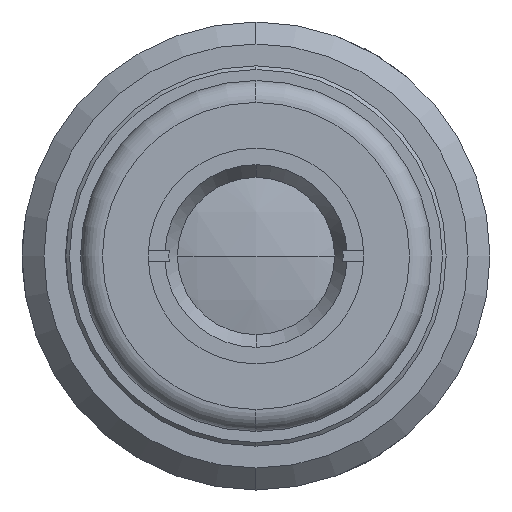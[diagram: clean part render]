
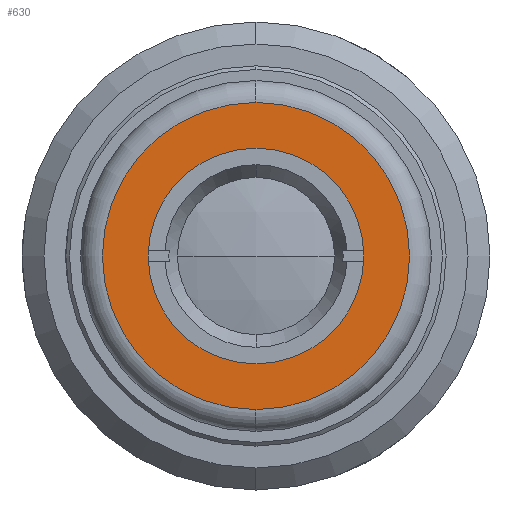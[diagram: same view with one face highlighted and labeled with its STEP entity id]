
A CAD part, left-side view. The second image highlights one B-rep face of the part: STEP entity #630.
In plain terms, the highlighted planar face has unit normal (-1, 0, 0).
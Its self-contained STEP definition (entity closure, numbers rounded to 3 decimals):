
#146 = ORIENTED_EDGE ( 'NONE', *, *, #1792, .T. ) ;
#243 = DIRECTION ( 'NONE',  ( -1., 0., 0. ) ) ;
#317 = DIRECTION ( 'NONE',  ( 0., 0., -1. ) ) ;
#340 = DIRECTION ( 'NONE',  ( -1., 0., 0. ) ) ;
#424 = EDGE_CURVE ( 'NONE', #3787, #2277, #532, .T. ) ;
#532 = CIRCLE ( 'NONE', #3414, 21. ) ;
#630 = ADVANCED_FACE ( 'NONE', ( #888, #1878 ), #632, .F. ) ;
#632 = PLANE ( 'NONE',  #2003 ) ;
#772 = ORIENTED_EDGE ( 'NONE', *, *, #424, .T. ) ;
#888 = FACE_OUTER_BOUND ( 'NONE', #2626, .T. ) ;
#959 = CARTESIAN_POINT ( 'NONE',  ( -33.9, 0., -14.75 ) ) ;
#971 = DIRECTION ( 'NONE',  ( 1., 0., 0. ) ) ;
#1041 = ORIENTED_EDGE ( 'NONE', *, *, #1655, .F. ) ;
#1052 = AXIS2_PLACEMENT_3D ( 'NONE', #2100, #243, #1208 ) ;
#1178 = CIRCLE ( 'NONE', #1753, 21. ) ;
#1208 = DIRECTION ( 'NONE',  ( 0., 0., 1. ) ) ;
#1319 = DIRECTION ( 'NONE',  ( -1., 0., 0. ) ) ;
#1338 = CARTESIAN_POINT ( 'NONE',  ( -33.9, 0., 0. ) ) ;
#1499 = DIRECTION ( 'NONE',  ( 0., 0., -1. ) ) ;
#1532 = VERTEX_POINT ( 'NONE', #2610 ) ;
#1655 = EDGE_CURVE ( 'NONE', #2407, #1532, #3158, .T. ) ;
#1753 = AXIS2_PLACEMENT_3D ( 'NONE', #1864, #340, #317 ) ;
#1792 = EDGE_CURVE ( 'NONE', #2277, #3787, #1178, .T. ) ;
#1825 = DIRECTION ( 'NONE',  ( -1., 0., 0. ) ) ;
#1864 = CARTESIAN_POINT ( 'NONE',  ( -33.9, 0., 0. ) ) ;
#1878 = FACE_BOUND ( 'NONE', #2615, .T. ) ;
#1898 = CARTESIAN_POINT ( 'NONE',  ( -33.9, 24., 0. ) ) ;
#2003 = AXIS2_PLACEMENT_3D ( 'NONE', #1898, #971, #1499 ) ;
#2100 = CARTESIAN_POINT ( 'NONE',  ( -33.9, 0., 0. ) ) ;
#2277 = VERTEX_POINT ( 'NONE', #3718 ) ;
#2301 = CARTESIAN_POINT ( 'NONE',  ( -33.9, 0., 21. ) ) ;
#2407 = VERTEX_POINT ( 'NONE', #959 ) ;
#2548 = DIRECTION ( 'NONE',  ( 0., 0., 1. ) ) ;
#2610 = CARTESIAN_POINT ( 'NONE',  ( -33.9, 0., 14.75 ) ) ;
#2615 = EDGE_LOOP ( 'NONE', ( #3083, #1041 ) ) ;
#2626 = EDGE_LOOP ( 'NONE', ( #146, #772 ) ) ;
#2654 = CIRCLE ( 'NONE', #2961, 14.75 ) ;
#2752 = DIRECTION ( 'NONE',  ( 0., 0., -1. ) ) ;
#2961 = AXIS2_PLACEMENT_3D ( 'NONE', #1338, #1319, #2548 ) ;
#3083 = ORIENTED_EDGE ( 'NONE', *, *, #3467, .F. ) ;
#3106 = CARTESIAN_POINT ( 'NONE',  ( -33.9, 0., 0. ) ) ;
#3158 = CIRCLE ( 'NONE', #1052, 14.75 ) ;
#3414 = AXIS2_PLACEMENT_3D ( 'NONE', #3106, #1825, #2752 ) ;
#3467 = EDGE_CURVE ( 'NONE', #1532, #2407, #2654, .T. ) ;
#3718 = CARTESIAN_POINT ( 'NONE',  ( -33.9, 0., -21. ) ) ;
#3787 = VERTEX_POINT ( 'NONE', #2301 ) ;
